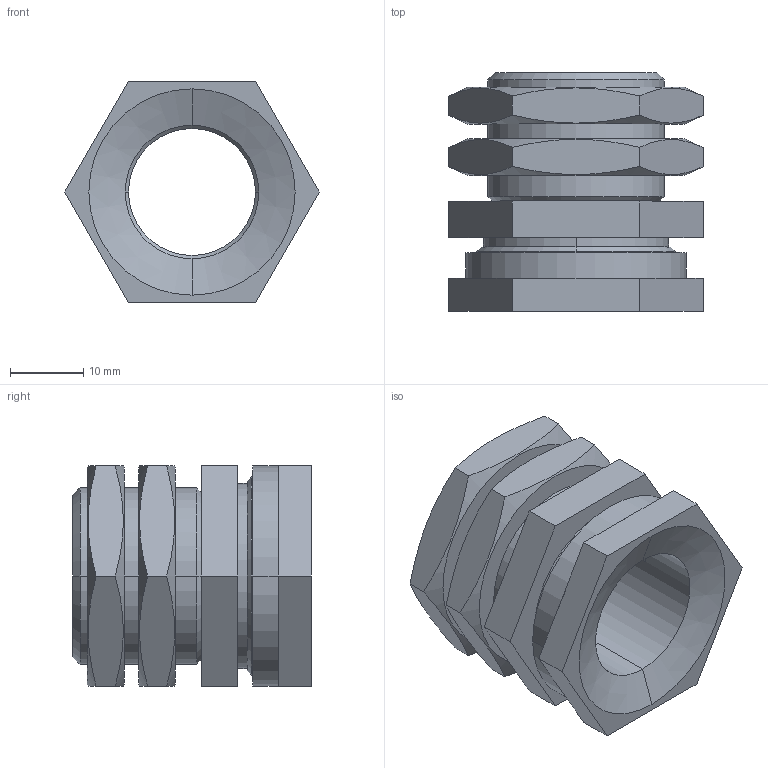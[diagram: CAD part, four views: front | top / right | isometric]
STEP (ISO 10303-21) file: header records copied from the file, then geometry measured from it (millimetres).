
FILE_DESCRIPTION((''),'2;1');
FILE_NAME('DM_CAD-1964','2015-05-04T',('Creinig-se'),(''),'PRO/ENGINEER BY PARAMETRIC TECHNOLOGY CORPORATION, 2013050','PRO/ENGINEER BY PARAMETRIC TECHNOLOGY CORPORATION, 2013050','');
FILE_SCHEMA(('CONFIG_CONTROL_DESIGN'));
Length unit declared in the file: millimetre
Products named in the file (1): DM_CAD-1964
Bounding box: 34.64 x 32.5 x 30 mm (x, y, z)
Volume: 13172.8 mm3; surface area: 7630.9 mm2
Topology: 1 solids, 1 shells, 72 faces, 174 edges, 112 vertices
Faces by surface type: plane 40, cone 18, cylinder 14
Entity records: 2898 total; most frequent: CARTESIAN_POINT 618, ORIENTED_EDGE 348, DIRECTION 340, PRESENTATION_STYLE_ASSIGNMENT 175, STYLED_ITEM 175, CURVE_STYLE 174, EDGE_CURVE 174, AXIS2_PLACEMENT_3D 126
